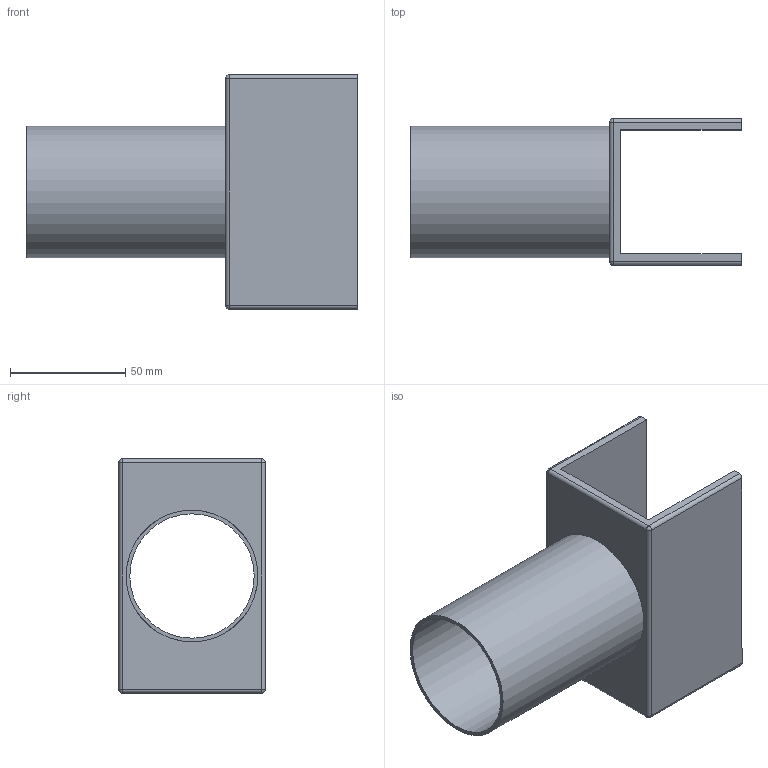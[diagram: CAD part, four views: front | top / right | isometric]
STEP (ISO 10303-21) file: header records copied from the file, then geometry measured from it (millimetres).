
FILE_DESCRIPTION(/* description */ (''),/* implementation_level */ '2;1');
FILE_NAME(/* name */ 'Slab Mount Assembly - Fabricated - V2.stp',/* time_stamp */ '2021-11-08T11:34:26-06:00',/* author */ ('Caleb'),/* organization */ (''),/* preprocessor_version */ 'ST-DEVELOPER v18.1',/* originating_system */ 'Autodesk Inventor 2022',/* authorisation */ '');
FILE_SCHEMA (('AUTOMOTIVE_DESIGN { 1 0 10303 214 3 1 1 }'));
Length unit declared in the file: inch
Products named in the file (3): Slab Mount Assembly - Fabricated - V1; U Channel; 8585K291_Impact-Resistant Polycarbonate Round Tube
Assembly tree (2 placements, depth 2):
  Slab Mount Assembly - Fabricated - V1
    U Channel
    8585K291_Impact-Resistant Polycarbonate Round Tube
Bounding box: 143.39 x 63.5 x 101.6 mm (x, y, z)
Volume: 94123.5 mm3; surface area: 64507.5 mm2
Topology: 2 solids, 2 shells, 30 faces, 65 edges, 38 vertices
Faces by surface type: plane 15, cylinder 11, sphere 4
Full cylindrical faces by diameter (mm): 53.975 x1, 57.15 x2
Entity records: 931 total; most frequent: DIRECTION 161, CARTESIAN_POINT 138, ORIENTED_EDGE 130, EDGE_CURVE 65, AXIS2_PLACEMENT_3D 61, LINE 39, VECTOR 39, VERTEX_POINT 38
